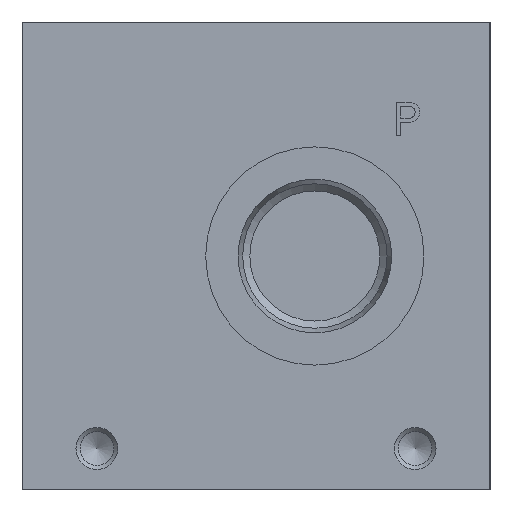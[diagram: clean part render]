
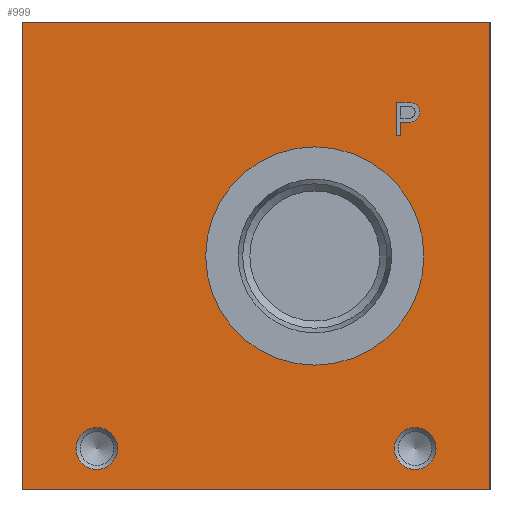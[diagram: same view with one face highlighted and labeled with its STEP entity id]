
A CAD part, left-side view. The second image highlights one B-rep face of the part: STEP entity #999.
In plain terms, the highlighted planar face has unit normal (-1, 0, 0).
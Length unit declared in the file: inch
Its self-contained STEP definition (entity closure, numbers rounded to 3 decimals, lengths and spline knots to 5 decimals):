
#999 = ADVANCED_FACE( '', ( #2254, #2255, #2256, #2257, #2258 ), #2259, .F. );
#2254 = FACE_BOUND( '', #3788, .T. );
#2255 = FACE_BOUND( '', #3789, .T. );
#2256 = FACE_BOUND( '', #3790, .T. );
#2257 = FACE_BOUND( '', #3791, .T. );
#2258 = FACE_OUTER_BOUND( '', #3792, .T. );
#2259 = PLANE( '', #3793 );
#3788 = EDGE_LOOP( '', ( #6494, #6495, #6496, #6497, #6498, #6499 ) );
#3789 = EDGE_LOOP( '', ( #6500 ) );
#3790 = EDGE_LOOP( '', ( #6501 ) );
#3791 = EDGE_LOOP( '', ( #6502 ) );
#3792 = EDGE_LOOP( '', ( #6503, #6504, #6505, #6506 ) );
#3793 = AXIS2_PLACEMENT_3D( '', #6507, #6508, #6509 );
#6494 = ORIENTED_EDGE( '', *, *, #8988, .F. );
#6495 = ORIENTED_EDGE( '', *, *, #8894, .F. );
#6496 = ORIENTED_EDGE( '', *, *, #8203, .F. );
#6497 = ORIENTED_EDGE( '', *, *, #8332, .F. );
#6498 = ORIENTED_EDGE( '', *, *, #8063, .F. );
#6499 = ORIENTED_EDGE( '', *, *, #8662, .F. );
#6500 = ORIENTED_EDGE( '', *, *, #8590, .T. );
#6501 = ORIENTED_EDGE( '', *, *, #8989, .T. );
#6502 = ORIENTED_EDGE( '', *, *, #8368, .T. );
#6503 = ORIENTED_EDGE( '', *, *, #8071, .F. );
#6504 = ORIENTED_EDGE( '', *, *, #8861, .F. );
#6505 = ORIENTED_EDGE( '', *, *, #8990, .F. );
#6506 = ORIENTED_EDGE( '', *, *, #8991, .F. );
#6507 = CARTESIAN_POINT( '', ( 0., 0., 0. ) );
#6508 = DIRECTION( '', ( 1., 0., 0. ) );
#6509 = DIRECTION( '', ( 0., 0., -1. ) );
#8063 = EDGE_CURVE( '', #9476, #9477, #9478, .T. );
#8071 = EDGE_CURVE( '', #9490, #9492, #9493, .T. );
#8203 = EDGE_CURVE( '', #9714, #9715, #9716, .T. );
#8332 = EDGE_CURVE( '', #9477, #9714, #9926, .T. );
#8368 = EDGE_CURVE( '', #9985, #9985, #9986, .T. );
#8590 = EDGE_CURVE( '', #10345, #10345, #10346, .T. );
#8662 = EDGE_CURVE( '', #10457, #9476, #10458, .T. );
#8861 = EDGE_CURVE( '', #10733, #9490, #10734, .T. );
#8894 = EDGE_CURVE( '', #9715, #10784, #10785, .T. );
#8988 = EDGE_CURVE( '', #10784, #10457, #10902, .T. );
#8989 = EDGE_CURVE( '', #10903, #10903, #10904, .T. );
#8990 = EDGE_CURVE( '', #10905, #10733, #10906, .T. );
#8991 = EDGE_CURVE( '', #9492, #10905, #10907, .T. );
#9476 = VERTEX_POINT( '', #11502 );
#9477 = VERTEX_POINT( '', #11503 );
#9478 = CIRCLE( '', #11504, 0.07363 );
#9490 = VERTEX_POINT( '', #11520 );
#9492 = VERTEX_POINT( '', #11523 );
#9493 = LINE( '', #11524, #11525 );
#9714 = VERTEX_POINT( '', #11810 );
#9715 = VERTEX_POINT( '', #11811 );
#9716 = LINE( '', #11812, #11813 );
#9926 = LINE( '', #12094, #12095 );
#9985 = VERTEX_POINT( '', #12172 );
#9986 = CIRCLE( '', #12173, 0.816 );
#10345 = VERTEX_POINT( '', #12647 );
#10346 = CIRCLE( '', #12648, 0.15625 );
#10457 = VERTEX_POINT( '', #12798 );
#10458 = LINE( '', #12799, #12800 );
#10733 = VERTEX_POINT( '', #13163 );
#10734 = LINE( '', #13164, #13165 );
#10784 = VERTEX_POINT( '', #13231 );
#10785 = LINE( '', #13232, #13233 );
#10902 = LINE( '', #13384, #13385 );
#10903 = VERTEX_POINT( '', #13386 );
#10904 = CIRCLE( '', #13387, 0.15625 );
#10905 = VERTEX_POINT( '', #13388 );
#10906 = LINE( '', #13389, #13390 );
#10907 = LINE( '', #13391, #13392 );
#11502 = CARTESIAN_POINT( '', ( 0., 0.59214, 2.75203 ) );
#11503 = CARTESIAN_POINT( '', ( 0., 0.59594, 2.89887 ) );
#11504 = AXIS2_PLACEMENT_3D( '', #14032, #14033, #14034 );
#11520 = CARTESIAN_POINT( '', ( 0., 3.5, 0. ) );
#11523 = CARTESIAN_POINT( '', ( 0., 3.5, 3.5 ) );
#11524 = CARTESIAN_POINT( '', ( 0., 3.5, 0. ) );
#11525 = VECTOR( '', #14043, 39.37008 );
#11810 = CARTESIAN_POINT( '', ( 0., 0.7, 2.89887 ) );
#11811 = CARTESIAN_POINT( '', ( 0., 0.7, 2.65152 ) );
#11812 = CARTESIAN_POINT( '', ( 0., 0.7, 2.89887 ) );
#11813 = VECTOR( '', #14207, 39.37008 );
#12094 = CARTESIAN_POINT( '', ( 0., 0.59594, 2.89887 ) );
#12095 = VECTOR( '', #14366, 39.37008 );
#12172 = CARTESIAN_POINT( '', ( 0., 1.31, 0.934 ) );
#12173 = AXIS2_PLACEMENT_3D( '', #14412, #14413, #14414 );
#12647 = CARTESIAN_POINT( '', ( 0., 0.56, 0.15375 ) );
#12648 = AXIS2_PLACEMENT_3D( '', #14683, #14684, #14685 );
#12798 = CARTESIAN_POINT( '', ( 0., 0.66709, 2.75178 ) );
#12799 = CARTESIAN_POINT( '', ( 0., 0.66709, 2.75178 ) );
#12800 = VECTOR( '', #14764, 39.37008 );
#13163 = CARTESIAN_POINT( '', ( 0., 0., 0. ) );
#13164 = CARTESIAN_POINT( '', ( 0., 0., 0. ) );
#13165 = VECTOR( '', #14970, 39.37008 );
#13231 = CARTESIAN_POINT( '', ( 0., 0.66709, 2.65152 ) );
#13232 = CARTESIAN_POINT( '', ( 0., 0.7, 2.65152 ) );
#13233 = VECTOR( '', #15005, 39.37008 );
#13384 = CARTESIAN_POINT( '', ( 0., 0.66709, 2.65152 ) );
#13385 = VECTOR( '', #15094, 39.37008 );
#13386 = CARTESIAN_POINT( '', ( 0., 2.94, 0.15375 ) );
#13387 = AXIS2_PLACEMENT_3D( '', #15095, #15096, #15097 );
#13388 = CARTESIAN_POINT( '', ( 0., 0., 3.5 ) );
#13389 = CARTESIAN_POINT( '', ( 0., 0., 3.5 ) );
#13390 = VECTOR( '', #15098, 39.37008 );
#13391 = CARTESIAN_POINT( '', ( 0., 3.5, 3.5 ) );
#13392 = VECTOR( '', #15099, 39.37008 );
#14032 = CARTESIAN_POINT( '', ( 0., 0.59921, 2.82532 ) );
#14033 = DIRECTION( '', ( -1., 0., 0. ) );
#14034 = DIRECTION( '', ( 0., 0., 1. ) );
#14043 = DIRECTION( '', ( 0., 0., 1. ) );
#14207 = DIRECTION( '', ( 0., 0., -1. ) );
#14366 = DIRECTION( '', ( 0., 1., 0. ) );
#14412 = CARTESIAN_POINT( '', ( 0., 1.31, 1.75 ) );
#14413 = DIRECTION( '', ( 1., 0., 0. ) );
#14414 = DIRECTION( '', ( 0., 0., -1. ) );
#14683 = CARTESIAN_POINT( '', ( 0., 0.56, 0.31 ) );
#14684 = DIRECTION( '', ( 1., 0., 0. ) );
#14685 = DIRECTION( '', ( 0., 0., -1. ) );
#14764 = DIRECTION( '', ( 0., -1., 0.003 ) );
#14970 = DIRECTION( '', ( 0., 1., 0. ) );
#15005 = DIRECTION( '', ( 0., -1., 0. ) );
#15094 = DIRECTION( '', ( 0., 0., 1. ) );
#15095 = CARTESIAN_POINT( '', ( 0., 2.94, 0.31 ) );
#15096 = DIRECTION( '', ( 1., 0., 0. ) );
#15097 = DIRECTION( '', ( 0., 0., -1. ) );
#15098 = DIRECTION( '', ( 0., 0., -1. ) );
#15099 = DIRECTION( '', ( 0., -1., 0. ) );
